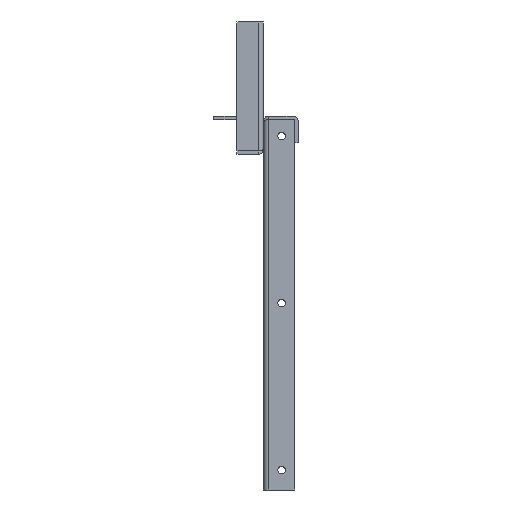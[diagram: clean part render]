
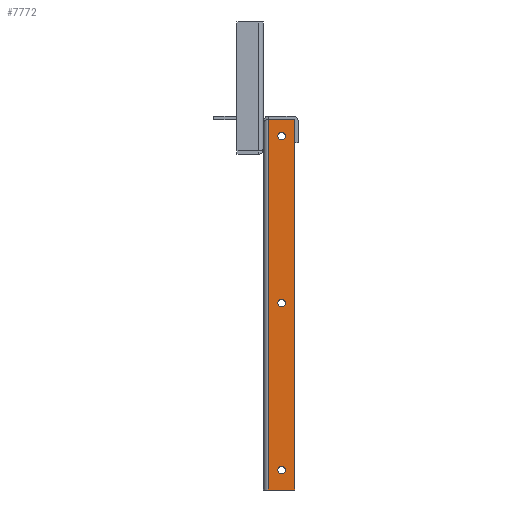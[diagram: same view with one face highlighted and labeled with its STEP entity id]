
A CAD part, left-side view. The second image highlights one B-rep face of the part: STEP entity #7772.
In plain terms, the highlighted planar face has unit normal (-1, 0, 0).
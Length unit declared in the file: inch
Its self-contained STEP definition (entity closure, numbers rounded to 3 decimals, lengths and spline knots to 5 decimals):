
#21 = ORIENTED_EDGE ( 'NONE', *, *, #869, .T. ) ;
#79 = DIRECTION ( 'NONE',  ( 0., 0., -1. ) ) ;
#118 = CARTESIAN_POINT ( 'NONE',  ( -7.625, -0.68625, -7.078 ) ) ;
#317 = CARTESIAN_POINT ( 'NONE',  ( -7.625, -0.68625, -6.9375 ) ) ;
#349 = VERTEX_POINT ( 'NONE', #2070 ) ;
#481 = DIRECTION ( 'NONE',  ( 0., 0., -1. ) ) ;
#490 = EDGE_LOOP ( 'NONE', ( #6707, #2065 ) ) ;
#592 = FACE_BOUND ( 'NONE', #490, .T. ) ;
#768 = ORIENTED_EDGE ( 'NONE', *, *, #6465, .F. ) ;
#821 = CARTESIAN_POINT ( 'NONE',  ( -7.625, -0.185, -0.06 ) ) ;
#869 = EDGE_CURVE ( 'NONE', #349, #7850, #4790, .T. ) ;
#974 = VERTEX_POINT ( 'NONE', #5030 ) ;
#1379 = FACE_OUTER_BOUND ( 'NONE', #2226, .T. ) ;
#1515 = ORIENTED_EDGE ( 'NONE', *, *, #5935, .T. ) ;
#1553 = ORIENTED_EDGE ( 'NONE', *, *, #5154, .T. ) ;
#1564 = CARTESIAN_POINT ( 'NONE',  ( -7.625, -0.68625, -0.625 ) ) ;
#1623 = AXIS2_PLACEMENT_3D ( 'NONE', #2485, #5474, #7387 ) ;
#1668 = CARTESIAN_POINT ( 'NONE',  ( -7.625, -0.68625, -0.4845 ) ) ;
#1868 = ORIENTED_EDGE ( 'NONE', *, *, #6711, .T. ) ;
#2065 = ORIENTED_EDGE ( 'NONE', *, *, #7766, .T. ) ;
#2070 = CARTESIAN_POINT ( 'NONE',  ( -7.625, -0.68625, -6.797 ) ) ;
#2076 = CARTESIAN_POINT ( 'NONE',  ( -7.625, -0.125, -14. ) ) ;
#2134 = CIRCLE ( 'NONE', #6974, 0.1405 ) ;
#2197 = EDGE_CURVE ( 'NONE', #6114, #3921, #8272, .T. ) ;
#2226 = EDGE_LOOP ( 'NONE', ( #5489, #1868, #1553, #768 ) ) ;
#2252 = DIRECTION ( 'NONE',  ( 0., 0., 1. ) ) ;
#2301 = AXIS2_PLACEMENT_3D ( 'NONE', #4695, #2869, #4734 ) ;
#2348 = DIRECTION ( 'NONE',  ( 1., 0., 0. ) ) ;
#2396 = CARTESIAN_POINT ( 'NONE',  ( -7.625, -0.185, -14. ) ) ;
#2485 = CARTESIAN_POINT ( 'NONE',  ( -7.625, -0.68625, -13.25 ) ) ;
#2528 = AXIS2_PLACEMENT_3D ( 'NONE', #5880, #7319, #5276 ) ;
#2564 = DIRECTION ( 'NONE',  ( 0., 0., -1. ) ) ;
#2630 = FACE_BOUND ( 'NONE', #3646, .T. ) ;
#2869 = DIRECTION ( 'NONE',  ( 1., 0., 0. ) ) ;
#2952 = CIRCLE ( 'NONE', #7114, 0.1405 ) ;
#2991 = ORIENTED_EDGE ( 'NONE', *, *, #2197, .T. ) ;
#3237 = PLANE ( 'NONE',  #2528 ) ;
#3283 = EDGE_LOOP ( 'NONE', ( #4682, #21 ) ) ;
#3298 = CARTESIAN_POINT ( 'NONE',  ( -7.625, -1.1875, -14. ) ) ;
#3431 = DIRECTION ( 'NONE',  ( 0., 0., -1. ) ) ;
#3487 = CARTESIAN_POINT ( 'NONE',  ( -7.625, -0.68625, -0.7655 ) ) ;
#3646 = EDGE_LOOP ( 'NONE', ( #2991, #1515 ) ) ;
#3766 = VECTOR ( 'NONE', #5333, 39.37008 ) ;
#3921 = VERTEX_POINT ( 'NONE', #4103 ) ;
#3934 = FACE_BOUND ( 'NONE', #3283, .T. ) ;
#3935 = DIRECTION ( 'NONE',  ( 0., 1., 0. ) ) ;
#4103 = CARTESIAN_POINT ( 'NONE',  ( -7.625, -0.68625, -13.1095 ) ) ;
#4430 = VECTOR ( 'NONE', #3935, 39.37008 ) ;
#4443 = AXIS2_PLACEMENT_3D ( 'NONE', #1564, #7420, #3431 ) ;
#4485 = VERTEX_POINT ( 'NONE', #3298 ) ;
#4540 = CARTESIAN_POINT ( 'NONE',  ( -7.625, -0.68625, -0.625 ) ) ;
#4592 = AXIS2_PLACEMENT_3D ( 'NONE', #6429, #8418, #2564 ) ;
#4682 = ORIENTED_EDGE ( 'NONE', *, *, #8452, .T. ) ;
#4695 = CARTESIAN_POINT ( 'NONE',  ( -7.625, -0.68625, -6.9375 ) ) ;
#4734 = DIRECTION ( 'NONE',  ( 0., 0., -1. ) ) ;
#4790 = CIRCLE ( 'NONE', #2301, 0.1405 ) ;
#4816 = CARTESIAN_POINT ( 'NONE',  ( -7.625, -0.68625, -13.3905 ) ) ;
#5030 = CARTESIAN_POINT ( 'NONE',  ( -7.625, -1.1875, -0.00011 ) ) ;
#5154 = EDGE_CURVE ( 'NONE', #974, #7262, #6278, .T. ) ;
#5276 = DIRECTION ( 'NONE',  ( 0., 0., -1. ) ) ;
#5284 = CIRCLE ( 'NONE', #4443, 0.1405 ) ;
#5330 = EDGE_CURVE ( 'NONE', #4485, #7042, #5977, .T. ) ;
#5333 = DIRECTION ( 'NONE',  ( 0., 0., 1. ) ) ;
#5374 = LINE ( 'NONE', #821, #3766 ) ;
#5474 = DIRECTION ( 'NONE',  ( 1., 0., 0. ) ) ;
#5489 = ORIENTED_EDGE ( 'NONE', *, *, #5330, .F. ) ;
#5537 = VERTEX_POINT ( 'NONE', #1668 ) ;
#5549 = CARTESIAN_POINT ( 'NONE',  ( -7.625, -1.1875, -14. ) ) ;
#5880 = CARTESIAN_POINT ( 'NONE',  ( -7.625, -0.125, -14. ) ) ;
#5935 = EDGE_CURVE ( 'NONE', #3921, #6114, #8192, .T. ) ;
#5977 = LINE ( 'NONE', #2076, #4430 ) ;
#6065 = EDGE_CURVE ( 'NONE', #6858, #5537, #5284, .T. ) ;
#6114 = VERTEX_POINT ( 'NONE', #4816 ) ;
#6196 = LINE ( 'NONE', #5549, #6533 ) ;
#6278 = LINE ( 'NONE', #7700, #7622 ) ;
#6405 = DIRECTION ( 'NONE',  ( 0., 1., 0. ) ) ;
#6429 = CARTESIAN_POINT ( 'NONE',  ( -7.625, -0.68625, -13.25 ) ) ;
#6465 = EDGE_CURVE ( 'NONE', #7042, #7262, #5374, .T. ) ;
#6533 = VECTOR ( 'NONE', #2252, 39.37008 ) ;
#6707 = ORIENTED_EDGE ( 'NONE', *, *, #6065, .T. ) ;
#6711 = EDGE_CURVE ( 'NONE', #4485, #974, #6196, .T. ) ;
#6858 = VERTEX_POINT ( 'NONE', #3487 ) ;
#6974 = AXIS2_PLACEMENT_3D ( 'NONE', #317, #2348, #481 ) ;
#7042 = VERTEX_POINT ( 'NONE', #2396 ) ;
#7114 = AXIS2_PLACEMENT_3D ( 'NONE', #4540, #8529, #79 ) ;
#7262 = VERTEX_POINT ( 'NONE', #8405 ) ;
#7319 = DIRECTION ( 'NONE',  ( -1., 0., 0. ) ) ;
#7387 = DIRECTION ( 'NONE',  ( 0., 0., -1. ) ) ;
#7420 = DIRECTION ( 'NONE',  ( 1., 0., 0. ) ) ;
#7622 = VECTOR ( 'NONE', #6405, 39.37008 ) ;
#7700 = CARTESIAN_POINT ( 'NONE',  ( -7.625, -0.125, -0.00011 ) ) ;
#7766 = EDGE_CURVE ( 'NONE', #5537, #6858, #2952, .T. ) ;
#7772 = ADVANCED_FACE ( 'NONE', ( #1379, #592, #3934, #2630 ), #3237, .T. ) ;
#7850 = VERTEX_POINT ( 'NONE', #118 ) ;
#8192 = CIRCLE ( 'NONE', #4592, 0.1405 ) ;
#8272 = CIRCLE ( 'NONE', #1623, 0.1405 ) ;
#8405 = CARTESIAN_POINT ( 'NONE',  ( -7.625, -0.185, -0.00011 ) ) ;
#8418 = DIRECTION ( 'NONE',  ( 1., 0., 0. ) ) ;
#8452 = EDGE_CURVE ( 'NONE', #7850, #349, #2134, .T. ) ;
#8529 = DIRECTION ( 'NONE',  ( 1., 0., 0. ) ) ;
